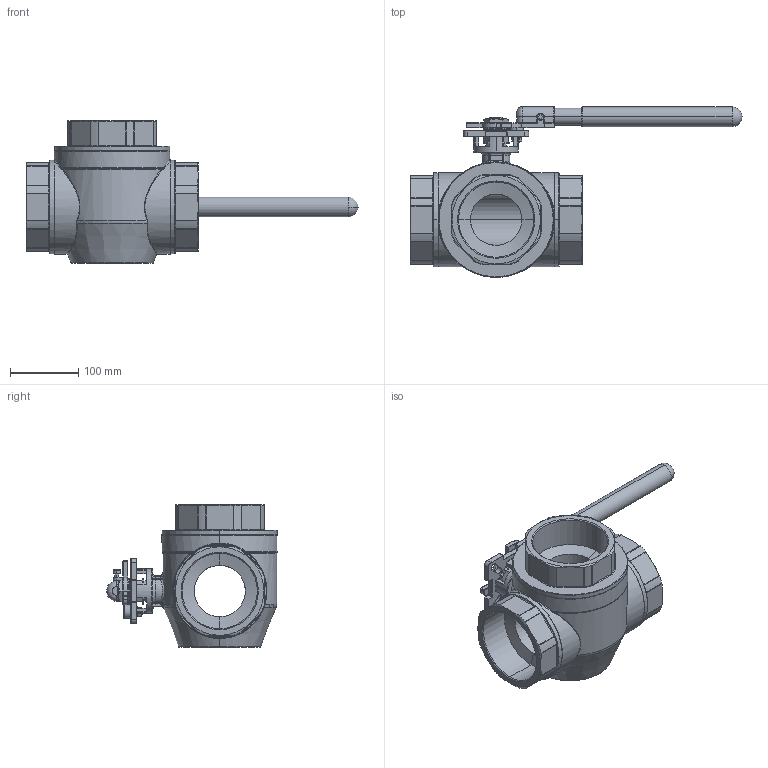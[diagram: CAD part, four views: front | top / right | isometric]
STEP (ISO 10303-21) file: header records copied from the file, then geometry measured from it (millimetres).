
FILE_DESCRIPTION (( 'STEP AP214' ), '1' );
FILE_NAME ('3W-400-00T-4 3-Wege-Kugelhahn 1803.STEP', '2018-03-13T16:22:40', ( '' ), ( '' ), 'SwSTEP 2.0', 'SolidWorks 2016', '' );
FILE_SCHEMA (( 'AUTOMOTIVE_DESIGN' ));
Length unit declared in the file: millimetre
Products named in the file (1): 3W-400-00T-4 3-Wege-Kugelhahn 1803
Bounding box: 485.5 x 250 x 208 mm (x, y, z)
Volume: 3460463.3 mm3; surface area: 354607.1 mm2
Topology: 1 solids, 2 shells, 1479 faces, 3652 edges, 2163 vertices
Faces by surface type: cylinder 431, plane 416, bspline 301, torus 209, sphere 63, cone 59
Entity records: 61788 total; most frequent: CARTESIAN_POINT 25627, ORIENTED_EDGE 7172, DIRECTION 6454, EDGE_CURVE 3586, AXIS2_PLACEMENT_3D 2471, VERTEX_POINT 2161, EDGE_LOOP 1559, VECTOR 1512
